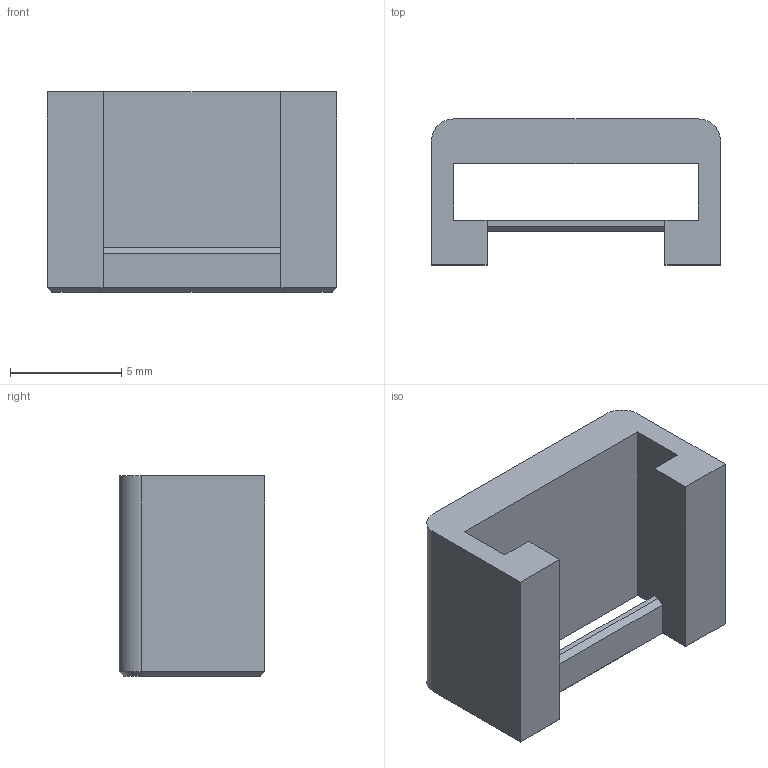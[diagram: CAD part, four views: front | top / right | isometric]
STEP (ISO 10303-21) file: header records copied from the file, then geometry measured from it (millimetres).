
FILE_DESCRIPTION(('FreeCAD Model'),'2;1');
FILE_NAME('Open CASCADE Shape Model','2023-10-25T15:00:38',(''),(''), 'Open CASCADE STEP processor 7.6','FreeCAD','Unknown');
FILE_SCHEMA(('AUTOMOTIVE_DESIGN { 1 0 10303 214 1 1 1 1 }'));
Length unit declared in the file: millimetre
Products named in the file (1): Body
Bounding box: 13 x 6.55 x 9 mm (x, y, z)
Volume: 373 mm3; surface area: 593.4 mm2
Topology: 1 solids, 1 shells, 30 faces, 77 edges, 48 vertices
Faces by surface type: plane 26, cone 2, cylinder 2
Entity records: 1920 total; most frequent: CARTESIAN_POINT 322, DIRECTION 297, LINE 221, VECTOR 221, ORIENTED_EDGE 154, PCURVE 154, DEFINITIONAL_REPRESENTATION 154, EDGE_CURVE 77
